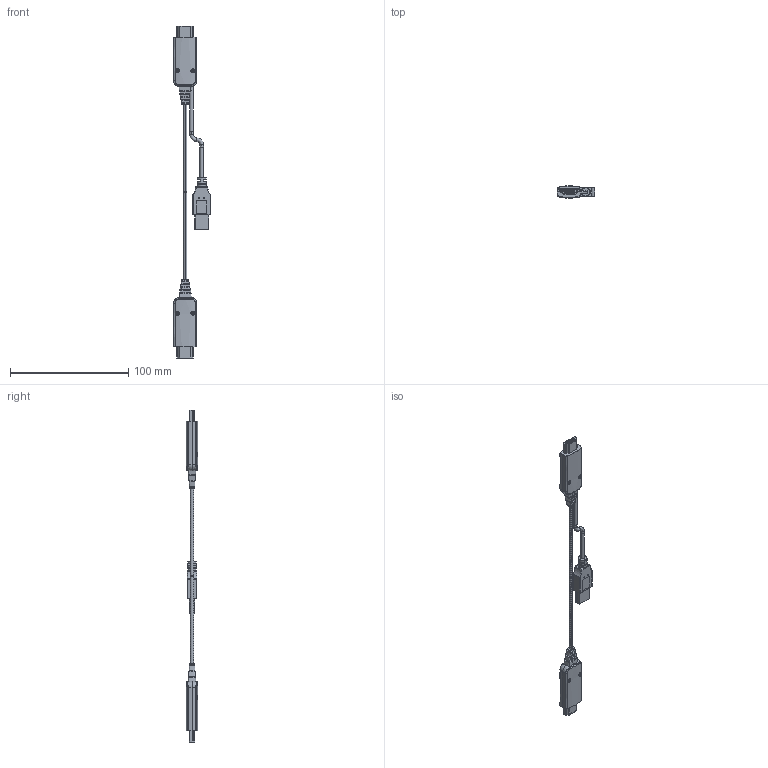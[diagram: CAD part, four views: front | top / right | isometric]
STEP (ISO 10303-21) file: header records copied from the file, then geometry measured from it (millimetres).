
FILE_DESCRIPTION (( 'STEP AP214' ), '1' );
FILE_NAME ('AOC-4KHDMI-OM3PF-070_3D.step', '2023-09-22T23:51:15', ( '' ), ( '' ), 'SwSTEP 2.0', 'SolidWorks 2022', '' );
FILE_SCHEMA (( 'AUTOMOTIVE_DESIGN' ));
Length unit declared in the file: inch
Products named in the file (29): OPTICAL_LENS; HDMI_HOUSING_PLASTIC; OPTICAL_JUMPER; DP PURE FIBER CABLE 2; USB ATTACHMENT; HDMI2_0_ARC_PURE_TX_PCB; HDMI_AOC_LHX040_BOTTOM_COVER; L4_ASM; L6_ASM; HDMI_TERMINAL; HDMI_CONN_ASSY_ASM; AOC-4KHDMI-OM3PF; EXTRUDED; ASM0002_ASM_1_ASM; HDMI2_0_ARC_PURE_TX_PCB_ASM; HDMI_HOUSING_ST; USB EXTEND; FIBER_CABLE_D4; AOC-4KHDMI-OM3PF-070_3D; 6229178416_ASM; HDMI_AOC_LHX040_SR_OD3; HDMI_AOC_LHX040_TOP_COVER; USB__ASM; L1_ASM; PCB_ASM; HDMI2_0_ARC_PURE_TX_PCBA_ASM; USB_HOUSING_MALE_25_1_1; HDMI_AOC_M1_6_7L; L5_ASM
Assembly tree (33 placements, depth 7):
  AOC-4KHDMI-OM3PF-070_3D
    AOC-4KHDMI-OM3PF  x2
      HDMI_AOC_LHX040_BOTTOM_COVER
      HDMI2_0_ARC_PURE_TX_PCBA_ASM
        HDMI2_0_ARC_PURE_TX_PCB_ASM
          PCB_ASM
            HDMI2_0_ARC_PURE_TX_PCB
          L5_ASM
            6229178416_ASM
              EXTRUDED
          L6_ASM
            6229178416_ASM
              EXTRUDED
          L1_ASM
            6229178416_ASM
              EXTRUDED
          L4_ASM
            6229178416_ASM
              EXTRUDED
        HDMI_CONN_ASSY_ASM
          HDMI_TERMINAL
          HDMI_HOUSING_ST
          HDMI_HOUSING_PLASTIC
        OPTICAL_JUMPER
        OPTICAL_LENS
        FIBER_CABLE_D4
      HDMI_AOC_LHX040_TOP_COVER
      HDMI_AOC_LHX040_SR_OD3
      HDMI_AOC_M1_6_7L
    USB ATTACHMENT
      USB__ASM
        ASM0002_ASM_1_ASM
          USB_HOUSING_MALE_25_1_1
      DP PURE FIBER CABLE 2
      USB EXTEND
Bounding box: 31.59 x 10 x 281.29 mm (x, y, z)
Volume: 11480.1 mm3; surface area: 26612.3 mm2
Topology: 33 solids, 40 shells, 3544 faces, 9621 edges, 6054 vertices
Faces by surface type: plane 1533, cylinder 1093, bspline 794, cone 72, torus 52
Entity records: 103380 total; most frequent: CARTESIAN_POINT 40996, ORIENTED_EDGE 9512, DIRECTION 7520, EDGE_CURVE 4760, VERTEX_POINT 3042, AXIS2_PLACEMENT_3D 2637, VECTOR 2246, LINE 2246
